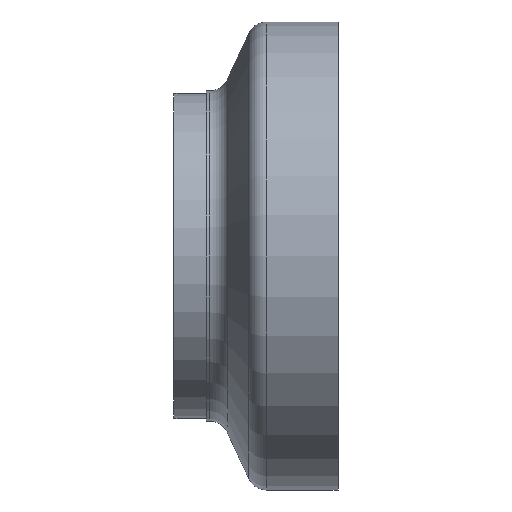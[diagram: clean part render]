
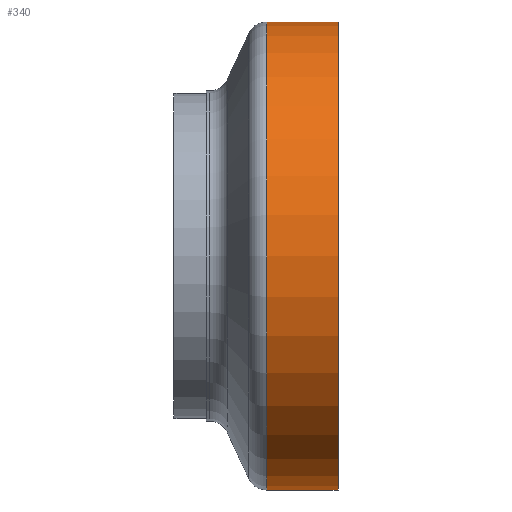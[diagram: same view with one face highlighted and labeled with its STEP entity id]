
A CAD part, left-side view. The second image highlights one B-rep face of the part: STEP entity #340.
In plain terms, the highlighted cylindrical face has radius 180 mm (diameter 360 mm), a partial arc.
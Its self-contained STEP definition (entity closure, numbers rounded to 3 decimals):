
#39 = ORIENTED_EDGE ( 'NONE', *, *, #606, .T. ) ;
#49 = DIRECTION ( 'NONE',  ( 0., -1., 0. ) ) ;
#61 = VECTOR ( 'NONE', #332, 1000. ) ;
#63 = CARTESIAN_POINT ( 'NONE',  ( 0., 0., -180. ) ) ;
#87 = CIRCLE ( 'NONE', #661, 180. ) ;
#89 = CARTESIAN_POINT ( 'NONE',  ( 0., 55., 0. ) ) ;
#157 = DIRECTION ( 'NONE',  ( 0., 0., 1. ) ) ;
#183 = EDGE_CURVE ( 'NONE', #602, #281, #312, .T. ) ;
#206 = VERTEX_POINT ( 'NONE', #670 ) ;
#227 = FACE_OUTER_BOUND ( 'NONE', #377, .T. ) ;
#253 = DIRECTION ( 'NONE',  ( 0., -1., 0. ) ) ;
#272 = VERTEX_POINT ( 'NONE', #63 ) ;
#281 = VERTEX_POINT ( 'NONE', #579 ) ;
#290 = ORIENTED_EDGE ( 'NONE', *, *, #541, .F. ) ;
#312 = LINE ( 'NONE', #709, #600 ) ;
#317 = AXIS2_PLACEMENT_3D ( 'NONE', #406, #49, #466 ) ;
#332 = DIRECTION ( 'NONE',  ( 0., -1., 0. ) ) ;
#340 = ADVANCED_FACE ( 'NONE', ( #227 ), #518, .T. ) ;
#341 = EDGE_CURVE ( 'NONE', #206, #272, #703, .T. ) ;
#377 = EDGE_LOOP ( 'NONE', ( #545, #39, #603, #290 ) ) ;
#406 = CARTESIAN_POINT ( 'NONE',  ( 0., 0., 0. ) ) ;
#420 = CARTESIAN_POINT ( 'NONE',  ( 0., 0., 0. ) ) ;
#445 = AXIS2_PLACEMENT_3D ( 'NONE', #420, #253, #653 ) ;
#466 = DIRECTION ( 'NONE',  ( 0., 0., -1. ) ) ;
#504 = DIRECTION ( 'NONE',  ( 0., -1., 0. ) ) ;
#518 = CYLINDRICAL_SURFACE ( 'NONE', #445, 180. ) ;
#541 = EDGE_CURVE ( 'NONE', #281, #272, #560, .T. ) ;
#545 = ORIENTED_EDGE ( 'NONE', *, *, #183, .F. ) ;
#559 = DIRECTION ( 'NONE',  ( 0., -1., 0. ) ) ;
#560 = CIRCLE ( 'NONE', #317, 180. ) ;
#561 = CARTESIAN_POINT ( 'NONE',  ( 0., 55., 180. ) ) ;
#579 = CARTESIAN_POINT ( 'NONE',  ( 0., 0., 180. ) ) ;
#600 = VECTOR ( 'NONE', #559, 1000. ) ;
#602 = VERTEX_POINT ( 'NONE', #561 ) ;
#603 = ORIENTED_EDGE ( 'NONE', *, *, #341, .T. ) ;
#606 = EDGE_CURVE ( 'NONE', #602, #206, #87, .T. ) ;
#653 = DIRECTION ( 'NONE',  ( 0., 0., -1. ) ) ;
#661 = AXIS2_PLACEMENT_3D ( 'NONE', #89, #504, #157 ) ;
#670 = CARTESIAN_POINT ( 'NONE',  ( 0., 55., -180. ) ) ;
#677 = CARTESIAN_POINT ( 'NONE',  ( 0., 0., -180. ) ) ;
#703 = LINE ( 'NONE', #677, #61 ) ;
#709 = CARTESIAN_POINT ( 'NONE',  ( 0., 0., 180. ) ) ;
